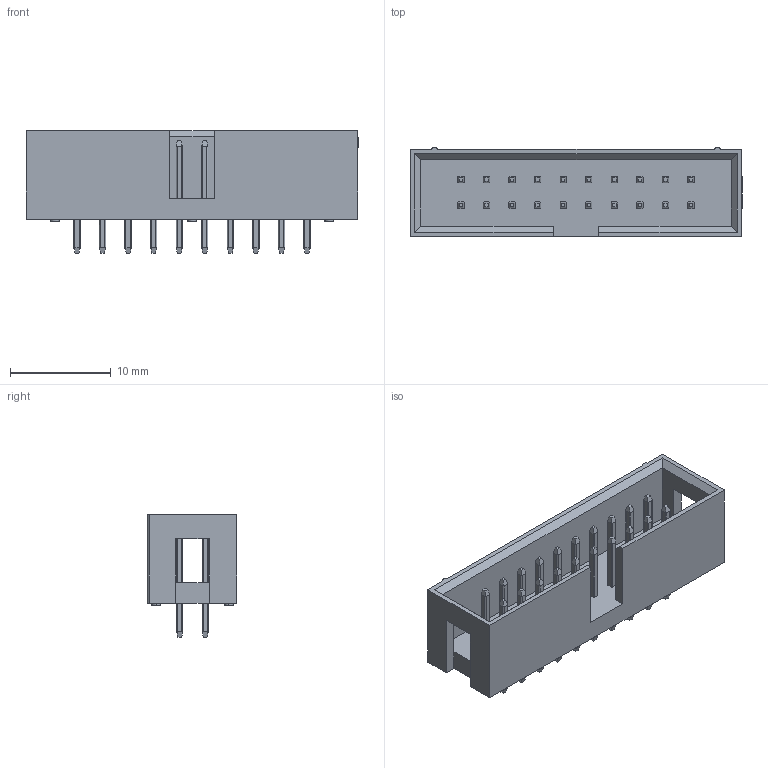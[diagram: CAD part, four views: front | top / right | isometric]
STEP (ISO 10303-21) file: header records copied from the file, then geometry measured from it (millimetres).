
FILE_DESCRIPTION (( 'STEP AP214' ), '1' );
FILE_NAME ('CONN-TH_20P-P2.54_BH254V-20P.STEP', '2025-09-03T03:19:31', ( '' ), ( '' ), 'SwSTEP 2.0', 'SolidWorks 2021', '' );
FILE_SCHEMA (( 'AUTOMOTIVE_DESIGN' ));
Length unit declared in the file: millimetre
Products named in the file (1): CONN-TH_20P-P2.54_BH254V-20P
Bounding box: 33 x 8.89 x 12.2 mm (x, y, z)
Volume: 1123 mm3; surface area: 2179.2 mm2
Topology: 1 solids, 1 shells, 873 faces, 2422 edges, 1612 vertices
Faces by surface type: plane 601, cylinder 174, bspline 98
Entity records: 37657 total; most frequent: CARTESIAN_POINT 7654, ORIENTED_EDGE 4844, DIRECTION 3402, EDGE_CURVE 2422, LINE 1634, VECTOR 1634, VERTEX_POINT 1612, EDGE_LOOP 938
